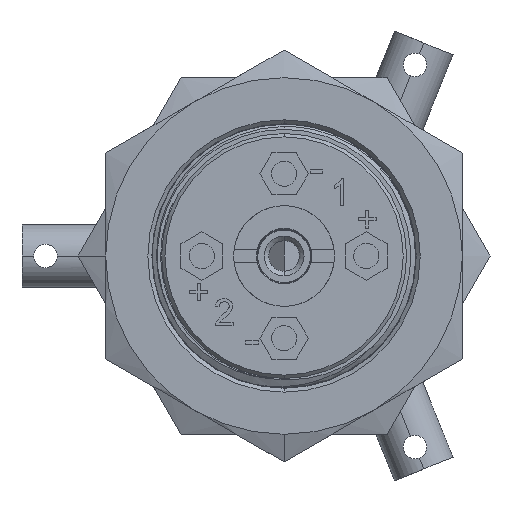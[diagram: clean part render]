
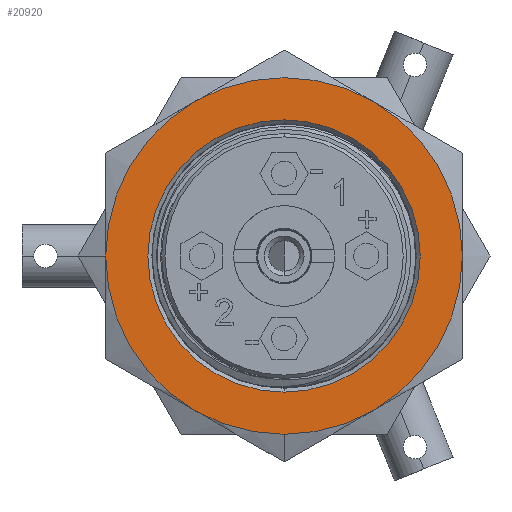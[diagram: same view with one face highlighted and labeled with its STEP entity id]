
A CAD part, front view. The second image highlights one B-rep face of the part: STEP entity #20920.
In plain terms, the highlighted planar face has unit normal (0, -1, 0).
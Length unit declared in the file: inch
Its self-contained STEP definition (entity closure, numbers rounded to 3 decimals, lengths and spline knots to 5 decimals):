
#21 = VERTEX_POINT ( 'NONE', #19105 ) ;
#1980 = DIRECTION ( 'NONE',  ( 0., -1., 0. ) ) ;
#2143 = AXIS2_PLACEMENT_3D ( 'NONE', #19427, #31038, #8221 ) ;
#2411 = ORIENTED_EDGE ( 'NONE', *, *, #14864, .F. ) ;
#2424 = ORIENTED_EDGE ( 'NONE', *, *, #42528, .T. ) ;
#2535 = VERTEX_POINT ( 'NONE', #11756 ) ;
#3402 = AXIS2_PLACEMENT_3D ( 'NONE', #33150, #13342, #36469 ) ;
#3750 = EDGE_CURVE ( 'NONE', #22513, #8478, #35137, .T. ) ;
#4669 = FACE_BOUND ( 'NONE', #16218, .T. ) ;
#4908 = CIRCLE ( 'NONE', #31697, 0.5315 ) ;
#5961 = ORIENTED_EDGE ( 'NONE', *, *, #23157, .T. ) ;
#6302 = ORIENTED_EDGE ( 'NONE', *, *, #11779, .T. ) ;
#7000 = DIRECTION ( 'NONE',  ( 0., 0., -1. ) ) ;
#8221 = DIRECTION ( 'NONE',  ( 0., 0., -1. ) ) ;
#8478 = VERTEX_POINT ( 'NONE', #37436 ) ;
#8648 = DIRECTION ( 'NONE',  ( 0., 1., 0. ) ) ;
#8762 = CARTESIAN_POINT ( 'NONE',  ( 0., 0.45665, -0.61372 ) ) ;
#9833 = ORIENTED_EDGE ( 'NONE', *, *, #32849, .T. ) ;
#10706 = CARTESIAN_POINT ( 'NONE',  ( 0., 0.45665, -0.5315 ) ) ;
#11301 = VERTEX_POINT ( 'NONE', #23597 ) ;
#11508 = DIRECTION ( 'NONE',  ( 0., -1., 0. ) ) ;
#11519 = CARTESIAN_POINT ( 'NONE',  ( 0., 0.45665, 0. ) ) ;
#11756 = CARTESIAN_POINT ( 'NONE',  ( -0.5315, 0.45665, 0. ) ) ;
#11779 = EDGE_CURVE ( 'NONE', #19360, #22513, #28893, .T. ) ;
#12116 = DIRECTION ( 'NONE',  ( 0., 0., -1. ) ) ;
#12428 = FACE_OUTER_BOUND ( 'NONE', #41838, .T. ) ;
#12571 = CARTESIAN_POINT ( 'NONE',  ( 0.26575, 0.45665, 0.46029 ) ) ;
#13342 = DIRECTION ( 'NONE',  ( 0., -1., 0. ) ) ;
#14466 = CARTESIAN_POINT ( 'NONE',  ( 0., 0.45665, 0. ) ) ;
#14674 = CARTESIAN_POINT ( 'NONE',  ( 0., 0.45665, 0. ) ) ;
#14756 = AXIS2_PLACEMENT_3D ( 'NONE', #42212, #21892, #26149 ) ;
#14836 = DIRECTION ( 'NONE',  ( 0., 0., -1. ) ) ;
#14864 = EDGE_CURVE ( 'NONE', #19360, #2535, #35059, .T. ) ;
#15644 = VERTEX_POINT ( 'NONE', #23563 ) ;
#16218 = EDGE_LOOP ( 'NONE', ( #2424, #9833 ) ) ;
#17548 = DIRECTION ( 'NONE',  ( 0., 1., 0. ) ) ;
#17730 = EDGE_CURVE ( 'NONE', #35071, #15644, #4908, .T. ) ;
#17987 = CIRCLE ( 'NONE', #21230, 0.40581 ) ;
#18018 = DIRECTION ( 'NONE',  ( 0., 0., -1. ) ) ;
#18653 = AXIS2_PLACEMENT_3D ( 'NONE', #14466, #11508, #27110 ) ;
#19105 = CARTESIAN_POINT ( 'NONE',  ( 0.5315, 0.45665, 0. ) ) ;
#19360 = VERTEX_POINT ( 'NONE', #35589 ) ;
#19427 = CARTESIAN_POINT ( 'NONE',  ( 0., 0.45665, 0. ) ) ;
#19433 = CIRCLE ( 'NONE', #27036, 0.5315 ) ;
#19698 = AXIS2_PLACEMENT_3D ( 'NONE', #14674, #37795, #18018 ) ;
#20920 = ADVANCED_FACE ( 'NONE', ( #4669, #12428 ), #25125, .F. ) ;
#21230 = AXIS2_PLACEMENT_3D ( 'NONE', #37323, #17548, #40636 ) ;
#21390 = EDGE_CURVE ( 'NONE', #8478, #21, #32175, .T. ) ;
#21892 = DIRECTION ( 'NONE',  ( 0., 1., 0. ) ) ;
#22513 = VERTEX_POINT ( 'NONE', #10706 ) ;
#23157 = EDGE_CURVE ( 'NONE', #15644, #2535, #41735, .T. ) ;
#23563 = CARTESIAN_POINT ( 'NONE',  ( -0.26575, 0.45665, 0.46029 ) ) ;
#23597 = CARTESIAN_POINT ( 'NONE',  ( 0., 0.45665, 0.40581 ) ) ;
#24036 = VERTEX_POINT ( 'NONE', #28694 ) ;
#25125 = PLANE ( 'NONE',  #30412 ) ;
#26149 = DIRECTION ( 'NONE',  ( 0., 0., -1. ) ) ;
#27036 = AXIS2_PLACEMENT_3D ( 'NONE', #11519, #34613, #14836 ) ;
#27110 = DIRECTION ( 'NONE',  ( 0., 0., -1. ) ) ;
#27917 = ORIENTED_EDGE ( 'NONE', *, *, #3750, .T. ) ;
#28464 = CARTESIAN_POINT ( 'NONE',  ( 0., 0.45665, 0. ) ) ;
#28694 = CARTESIAN_POINT ( 'NONE',  ( 0., 0.45665, -0.40581 ) ) ;
#28893 = CIRCLE ( 'NONE', #2143, 0.5315 ) ;
#29115 = AXIS2_PLACEMENT_3D ( 'NONE', #28464, #8648, #31802 ) ;
#30412 = AXIS2_PLACEMENT_3D ( 'NONE', #8762, #31909, #12116 ) ;
#31038 = DIRECTION ( 'NONE',  ( 0., -1., 0. ) ) ;
#31697 = AXIS2_PLACEMENT_3D ( 'NONE', #34602, #1980, #7000 ) ;
#31802 = DIRECTION ( 'NONE',  ( 0., 0., -1. ) ) ;
#31909 = DIRECTION ( 'NONE',  ( 0., 1., 0. ) ) ;
#32175 = CIRCLE ( 'NONE', #19698, 0.5315 ) ;
#32849 = EDGE_CURVE ( 'NONE', #24036, #11301, #37983, .T. ) ;
#32862 = ORIENTED_EDGE ( 'NONE', *, *, #35535, .T. ) ;
#33048 = ORIENTED_EDGE ( 'NONE', *, *, #21390, .T. ) ;
#33150 = CARTESIAN_POINT ( 'NONE',  ( 0., 0.45665, 0. ) ) ;
#34602 = CARTESIAN_POINT ( 'NONE',  ( 0., 0.45665, 0. ) ) ;
#34613 = DIRECTION ( 'NONE',  ( 0., -1., 0. ) ) ;
#34747 = ORIENTED_EDGE ( 'NONE', *, *, #17730, .T. ) ;
#35059 = CIRCLE ( 'NONE', #14756, 0.5315 ) ;
#35071 = VERTEX_POINT ( 'NONE', #12571 ) ;
#35137 = CIRCLE ( 'NONE', #18653, 0.5315 ) ;
#35535 = EDGE_CURVE ( 'NONE', #21, #35071, #19433, .T. ) ;
#35589 = CARTESIAN_POINT ( 'NONE',  ( -0.26575, 0.45665, -0.46029 ) ) ;
#36469 = DIRECTION ( 'NONE',  ( 0., 0., -1. ) ) ;
#37323 = CARTESIAN_POINT ( 'NONE',  ( 0., 0.45665, 0. ) ) ;
#37436 = CARTESIAN_POINT ( 'NONE',  ( 0.26575, 0.45665, -0.46029 ) ) ;
#37795 = DIRECTION ( 'NONE',  ( 0., -1., 0. ) ) ;
#37983 = CIRCLE ( 'NONE', #29115, 0.40581 ) ;
#40636 = DIRECTION ( 'NONE',  ( 0., 0., -1. ) ) ;
#41735 = CIRCLE ( 'NONE', #3402, 0.5315 ) ;
#41838 = EDGE_LOOP ( 'NONE', ( #6302, #27917, #33048, #32862, #34747, #5961, #2411 ) ) ;
#42212 = CARTESIAN_POINT ( 'NONE',  ( 0., 0.45665, 0. ) ) ;
#42528 = EDGE_CURVE ( 'NONE', #11301, #24036, #17987, .T. ) ;
